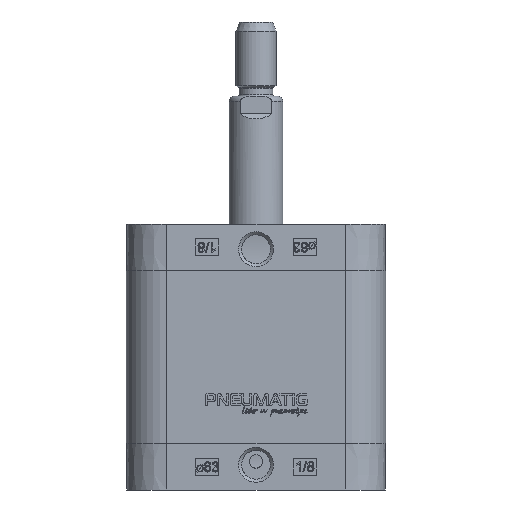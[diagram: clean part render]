
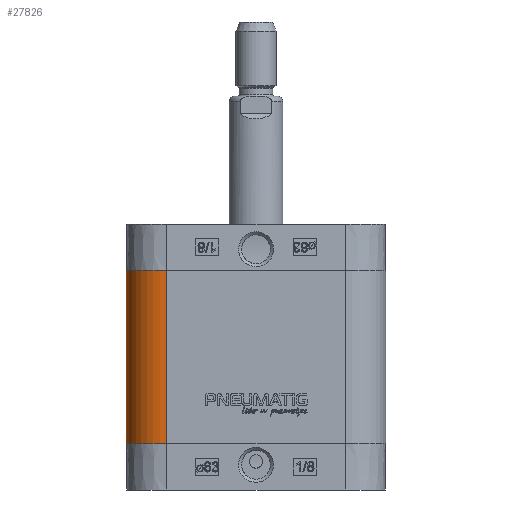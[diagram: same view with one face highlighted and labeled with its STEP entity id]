
A CAD part, left-side view. The second image highlights one B-rep face of the part: STEP entity #27826.
In plain terms, the highlighted cylindrical face has radius 12 mm (diameter 24 mm), a partial arc.
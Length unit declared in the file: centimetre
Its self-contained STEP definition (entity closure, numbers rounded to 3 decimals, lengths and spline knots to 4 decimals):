
#2609=CYLINDRICAL_SURFACE($,#28962,1.2);
#4358=LINE($,#51102,#6439);
#4724=LINE($,#54690,#6805);
#6439=VECTOR($,#32513,5.15);
#6805=VECTOR($,#33089,5.15);
#8458=FACE_OUTER_BOUND($,#10199,.T.);
#10199=EDGE_LOOP($,(#25186,#25187,#25188,#25189));
#10616=CIRCLE($,#28963,1.2);
#10617=CIRCLE($,#28964,1.2);
#12860=VERTEX_POINT($,#51099);
#12861=VERTEX_POINT($,#51101);
#13271=VERTEX_POINT($,#54687);
#13272=VERTEX_POINT($,#54689);
#16659=EDGE_CURVE($,#12861,#12860,#4358,.T.);
#17273=EDGE_CURVE($,#12860,#13271,#10616,.T.);
#17274=EDGE_CURVE($,#13272,#13271,#4724,.T.);
#17275=EDGE_CURVE($,#13272,#12861,#10617,.T.);
#25186=ORIENTED_EDGE($,*,*,#17273,.T.);
#25187=ORIENTED_EDGE($,*,*,#17274,.F.);
#25188=ORIENTED_EDGE($,*,*,#17275,.T.);
#25189=ORIENTED_EDGE($,*,*,#16659,.T.);
#27826=ADVANCED_FACE($,(#8458),#2609,.T.);
#28962=AXIS2_PLACEMENT_3D($,#54686,#33085,#33086);
#28963=AXIS2_PLACEMENT_3D($,#54688,#33087,#33088);
#28964=AXIS2_PLACEMENT_3D($,#54691,#33090,#33091);
#32513=DIRECTION($,(0.,0.,1.));
#33085=DIRECTION('center_axis',(0.,0.,1.));
#33086=DIRECTION('ref_axis',(0.,1.,0.));
#33087=DIRECTION('center_axis',(0.,0.,-1.));
#33088=DIRECTION('ref_axis',(0.,1.,0.));
#33089=DIRECTION($,(0.,0.,1.));
#33090=DIRECTION('center_axis',(0.,0.,1.));
#33091=DIRECTION('ref_axis',(0.,1.,0.));
#51099=CARTESIAN_POINT('',(-3.85,2.65,0.025));
#51101=CARTESIAN_POINT('',(-3.85,2.65,-5.125));
#51102=CARTESIAN_POINT($,(-3.85,2.65,-5.125));
#54686=CARTESIAN_POINT('Origin',(-2.65,2.65,-5.125));
#54687=CARTESIAN_POINT('',(-2.65,3.85,0.025));
#54688=CARTESIAN_POINT('Origin',(-2.65,2.65,0.025));
#54689=CARTESIAN_POINT('',(-2.65,3.85,-5.125));
#54690=CARTESIAN_POINT($,(-2.65,3.85,-5.125));
#54691=CARTESIAN_POINT('Origin',(-2.65,2.65,-5.125));
